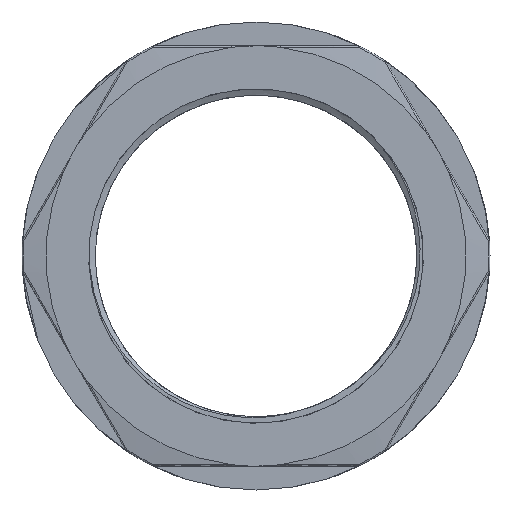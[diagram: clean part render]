
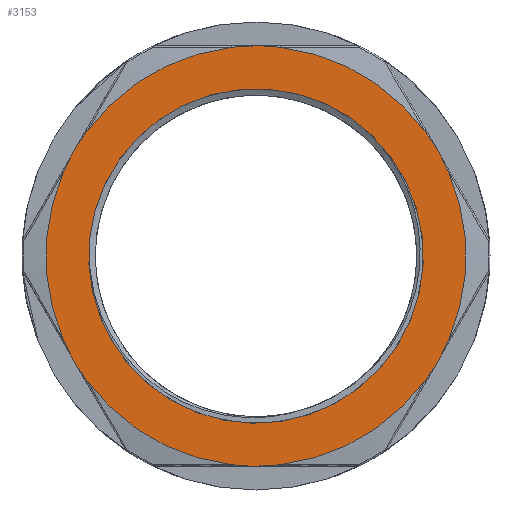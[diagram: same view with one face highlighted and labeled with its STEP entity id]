
A CAD part, left-side view. The second image highlights one B-rep face of the part: STEP entity #3153.
In plain terms, the highlighted planar face has unit normal (-1, 0, 0).
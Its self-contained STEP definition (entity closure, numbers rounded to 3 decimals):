
#41=FACE_BOUND('',#801,.T.);
#247=CIRCLE('',#3397,19.911);
#251=CIRCLE('',#3401,25.);
#260=CIRCLE('',#3414,25.);
#264=CIRCLE('',#3421,25.);
#267=CIRCLE('',#3424,25.);
#276=CIRCLE('',#3437,25.);
#279=CIRCLE('',#3443,25.);
#282=CIRCLE('',#3446,25.);
#291=CIRCLE('',#3459,25.);
#294=CIRCLE('',#3465,25.);
#297=CIRCLE('',#3468,25.);
#306=CIRCLE('',#3481,25.);
#309=CIRCLE('',#3487,25.);
#312=CIRCLE('',#3490,25.);
#321=CIRCLE('',#3503,25.);
#324=CIRCLE('',#3509,25.);
#327=CIRCLE('',#3512,25.);
#335=CIRCLE('',#3524,25.);
#338=CIRCLE('',#3530,25.);
#609=FACE_OUTER_BOUND('',#800,.T.);
#800=EDGE_LOOP('',(#2786,#2787,#2788,#2789,#2790,#2791,#2792,#2793,#2794,
#2795,#2796,#2797,#2798,#2799,#2800,#2801,#2802,#2803));
#801=EDGE_LOOP('',(#2804));
#1416=VERTEX_POINT('',#5994);
#1417=VERTEX_POINT('',#6017);
#1421=VERTEX_POINT('',#6061);
#1430=VERTEX_POINT('',#6109);
#1434=VERTEX_POINT('',#6163);
#1435=VERTEX_POINT('',#6189);
#1439=VERTEX_POINT('',#6233);
#1448=VERTEX_POINT('',#6281);
#1450=VERTEX_POINT('',#6353);
#1454=VERTEX_POINT('',#6397);
#1463=VERTEX_POINT('',#6445);
#1465=VERTEX_POINT('',#6517);
#1469=VERTEX_POINT('',#6561);
#1478=VERTEX_POINT('',#6609);
#1480=VERTEX_POINT('',#6681);
#1484=VERTEX_POINT('',#6725);
#1493=VERTEX_POINT('',#6773);
#1497=VERTEX_POINT('',#6883);
#1505=VERTEX_POINT('',#6929);
#1808=EDGE_CURVE('',#1416,#1416,#247,.T.);
#1814=EDGE_CURVE('',#1417,#1421,#251,.T.);
#1831=EDGE_CURVE('',#1421,#1430,#260,.T.);
#1836=EDGE_CURVE('',#1430,#1434,#264,.T.);
#1842=EDGE_CURVE('',#1435,#1439,#267,.T.);
#1859=EDGE_CURVE('',#1439,#1448,#276,.T.);
#1863=EDGE_CURVE('',#1448,#1417,#279,.T.);
#1868=EDGE_CURVE('',#1450,#1454,#282,.T.);
#1885=EDGE_CURVE('',#1454,#1463,#291,.T.);
#1889=EDGE_CURVE('',#1463,#1435,#294,.T.);
#1894=EDGE_CURVE('',#1465,#1469,#297,.T.);
#1911=EDGE_CURVE('',#1469,#1478,#306,.T.);
#1915=EDGE_CURVE('',#1478,#1450,#309,.T.);
#1920=EDGE_CURVE('',#1480,#1484,#312,.T.);
#1937=EDGE_CURVE('',#1484,#1493,#321,.T.);
#1941=EDGE_CURVE('',#1493,#1465,#324,.T.);
#1945=EDGE_CURVE('',#1434,#1497,#327,.T.);
#1961=EDGE_CURVE('',#1497,#1505,#335,.T.);
#1965=EDGE_CURVE('',#1505,#1480,#338,.T.);
#2786=ORIENTED_EDGE('',*,*,#1911,.F.);
#2787=ORIENTED_EDGE('',*,*,#1894,.F.);
#2788=ORIENTED_EDGE('',*,*,#1941,.F.);
#2789=ORIENTED_EDGE('',*,*,#1937,.F.);
#2790=ORIENTED_EDGE('',*,*,#1920,.F.);
#2791=ORIENTED_EDGE('',*,*,#1965,.F.);
#2792=ORIENTED_EDGE('',*,*,#1961,.F.);
#2793=ORIENTED_EDGE('',*,*,#1945,.F.);
#2794=ORIENTED_EDGE('',*,*,#1836,.F.);
#2795=ORIENTED_EDGE('',*,*,#1831,.F.);
#2796=ORIENTED_EDGE('',*,*,#1814,.F.);
#2797=ORIENTED_EDGE('',*,*,#1863,.F.);
#2798=ORIENTED_EDGE('',*,*,#1859,.F.);
#2799=ORIENTED_EDGE('',*,*,#1842,.F.);
#2800=ORIENTED_EDGE('',*,*,#1889,.F.);
#2801=ORIENTED_EDGE('',*,*,#1885,.F.);
#2802=ORIENTED_EDGE('',*,*,#1868,.F.);
#2803=ORIENTED_EDGE('',*,*,#1915,.F.);
#2804=ORIENTED_EDGE('',*,*,#1808,.T.);
#2964=PLANE('',#3545);
#3153=ADVANCED_FACE('',(#609,#41),#2964,.T.);
#3397=AXIS2_PLACEMENT_3D('',#5995,#4187,#4188);
#3401=AXIS2_PLACEMENT_3D('',#6062,#4195,#4196);
#3414=AXIS2_PLACEMENT_3D('',#6153,#4225,#4226);
#3421=AXIS2_PLACEMENT_3D('',#6164,#4240,#4241);
#3424=AXIS2_PLACEMENT_3D('',#6234,#4246,#4247);
#3437=AXIS2_PLACEMENT_3D('',#6325,#4276,#4277);
#3443=AXIS2_PLACEMENT_3D('',#6332,#4289,#4290);
#3446=AXIS2_PLACEMENT_3D('',#6398,#4295,#4296);
#3459=AXIS2_PLACEMENT_3D('',#6489,#4325,#4326);
#3465=AXIS2_PLACEMENT_3D('',#6496,#4338,#4339);
#3468=AXIS2_PLACEMENT_3D('',#6562,#4344,#4345);
#3481=AXIS2_PLACEMENT_3D('',#6653,#4374,#4375);
#3487=AXIS2_PLACEMENT_3D('',#6660,#4387,#4388);
#3490=AXIS2_PLACEMENT_3D('',#6726,#4393,#4394);
#3503=AXIS2_PLACEMENT_3D('',#6817,#4423,#4424);
#3509=AXIS2_PLACEMENT_3D('',#6824,#4436,#4437);
#3512=AXIS2_PLACEMENT_3D('',#6884,#4442,#4443);
#3524=AXIS2_PLACEMENT_3D('',#6973,#4470,#4471);
#3530=AXIS2_PLACEMENT_3D('',#6980,#4483,#4484);
#3545=AXIS2_PLACEMENT_3D('',#6996,#4513,#4514);
#4187=DIRECTION('center_axis',(1.,0.,0.));
#4188=DIRECTION('ref_axis',(0.,0.,-1.));
#4195=DIRECTION('center_axis',(1.,0.,0.));
#4196=DIRECTION('ref_axis',(0.,-1.,0.));
#4225=DIRECTION('center_axis',(1.,0.,0.));
#4226=DIRECTION('ref_axis',(0.,-1.,0.));
#4240=DIRECTION('center_axis',(1.,0.,0.));
#4241=DIRECTION('ref_axis',(0.,-1.,0.));
#4246=DIRECTION('center_axis',(1.,0.,0.));
#4247=DIRECTION('ref_axis',(0.,-1.,0.));
#4276=DIRECTION('center_axis',(1.,0.,0.));
#4277=DIRECTION('ref_axis',(0.,-1.,0.));
#4289=DIRECTION('center_axis',(1.,0.,0.));
#4290=DIRECTION('ref_axis',(0.,-1.,0.));
#4295=DIRECTION('center_axis',(1.,0.,0.));
#4296=DIRECTION('ref_axis',(0.,-1.,0.));
#4325=DIRECTION('center_axis',(1.,0.,0.));
#4326=DIRECTION('ref_axis',(0.,-1.,0.));
#4338=DIRECTION('center_axis',(1.,0.,0.));
#4339=DIRECTION('ref_axis',(0.,-1.,0.));
#4344=DIRECTION('center_axis',(1.,0.,0.));
#4345=DIRECTION('ref_axis',(0.,-1.,0.));
#4374=DIRECTION('center_axis',(1.,0.,0.));
#4375=DIRECTION('ref_axis',(0.,-1.,0.));
#4387=DIRECTION('center_axis',(1.,0.,0.));
#4388=DIRECTION('ref_axis',(0.,-1.,0.));
#4393=DIRECTION('center_axis',(1.,0.,0.));
#4394=DIRECTION('ref_axis',(0.,-1.,0.));
#4423=DIRECTION('center_axis',(1.,0.,0.));
#4424=DIRECTION('ref_axis',(0.,-1.,0.));
#4436=DIRECTION('center_axis',(1.,0.,0.));
#4437=DIRECTION('ref_axis',(0.,-1.,0.));
#4442=DIRECTION('center_axis',(1.,0.,0.));
#4443=DIRECTION('ref_axis',(0.,-1.,0.));
#4470=DIRECTION('center_axis',(1.,0.,0.));
#4471=DIRECTION('ref_axis',(0.,-1.,0.));
#4483=DIRECTION('center_axis',(1.,0.,0.));
#4484=DIRECTION('ref_axis',(0.,-1.,0.));
#4513=DIRECTION('center_axis',(-1.,0.,0.));
#4514=DIRECTION('ref_axis',(0.,0.,1.));
#5994=CARTESIAN_POINT('',(-6.95,17.243,-9.956));
#5995=CARTESIAN_POINT('Origin',(-6.95,0.,0.));
#6017=CARTESIAN_POINT('',(-6.95,-20.053,14.929));
#6061=CARTESIAN_POINT('',(-6.95,-21.651,12.5));
#6062=CARTESIAN_POINT('Origin',(-6.95,0.,0.));
#6109=CARTESIAN_POINT('',(-6.95,-22.955,9.902));
#6153=CARTESIAN_POINT('Origin',(-6.95,0.,0.));
#6163=CARTESIAN_POINT('',(-6.95,-22.955,-9.902));
#6164=CARTESIAN_POINT('Origin',(-6.95,0.,0.));
#6189=CARTESIAN_POINT('',(-6.95,2.902,24.831));
#6233=CARTESIAN_POINT('',(-6.95,0.,25.));
#6234=CARTESIAN_POINT('Origin',(-6.95,0.,0.));
#6281=CARTESIAN_POINT('',(-6.95,-2.902,24.831));
#6325=CARTESIAN_POINT('Origin',(-6.95,0.,0.));
#6332=CARTESIAN_POINT('Origin',(-6.95,0.,0.));
#6353=CARTESIAN_POINT('',(-6.95,22.955,9.902));
#6397=CARTESIAN_POINT('',(-6.95,21.651,12.5));
#6398=CARTESIAN_POINT('Origin',(-6.95,0.,0.));
#6445=CARTESIAN_POINT('',(-6.95,20.053,14.929));
#6489=CARTESIAN_POINT('Origin',(-6.95,0.,0.));
#6496=CARTESIAN_POINT('Origin',(-6.95,0.,0.));
#6517=CARTESIAN_POINT('',(-6.95,20.053,-14.929));
#6561=CARTESIAN_POINT('',(-6.95,21.651,-12.5));
#6562=CARTESIAN_POINT('Origin',(-6.95,0.,0.));
#6609=CARTESIAN_POINT('',(-6.95,22.955,-9.902));
#6653=CARTESIAN_POINT('Origin',(-6.95,0.,0.));
#6660=CARTESIAN_POINT('Origin',(-6.95,0.,0.));
#6681=CARTESIAN_POINT('',(-6.95,-2.902,-24.831));
#6725=CARTESIAN_POINT('',(-6.95,0.,-25.));
#6726=CARTESIAN_POINT('Origin',(-6.95,0.,0.));
#6773=CARTESIAN_POINT('',(-6.95,2.902,-24.831));
#6817=CARTESIAN_POINT('Origin',(-6.95,0.,0.));
#6824=CARTESIAN_POINT('Origin',(-6.95,0.,0.));
#6883=CARTESIAN_POINT('',(-6.95,-21.651,-12.5));
#6884=CARTESIAN_POINT('Origin',(-6.95,0.,0.));
#6929=CARTESIAN_POINT('',(-6.95,-20.053,-14.929));
#6973=CARTESIAN_POINT('Origin',(-6.95,0.,0.));
#6980=CARTESIAN_POINT('Origin',(-6.95,0.,0.));
#6996=CARTESIAN_POINT('Origin',(-6.95,27.85,0.));
